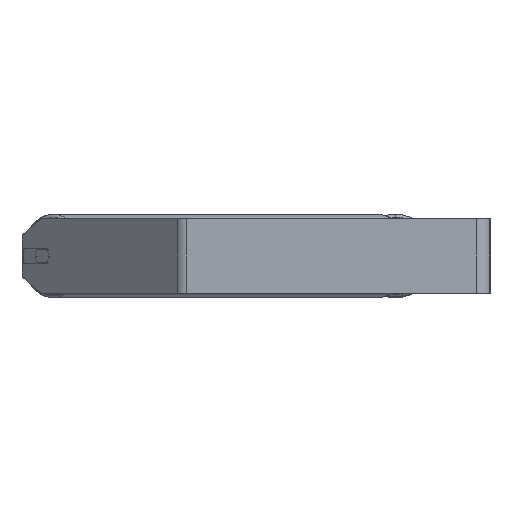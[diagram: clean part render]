
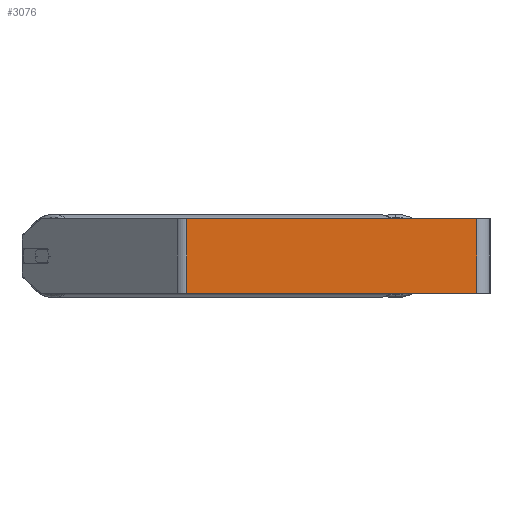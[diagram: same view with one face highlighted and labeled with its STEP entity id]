
A CAD part, left-side view. The second image highlights one B-rep face of the part: STEP entity #3076.
In plain terms, the highlighted planar face has unit normal (-1, 0, 0).
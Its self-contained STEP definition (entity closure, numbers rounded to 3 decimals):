
#608 = CARTESIAN_POINT ( 'NONE',  ( -800., 329.705, 40. ) ) ;
#647 = CARTESIAN_POINT ( 'NONE',  ( -800., 329.705, 40. ) ) ;
#869 = EDGE_CURVE ( 'NONE', #8061, #5102, #4991, .T. ) ;
#1312 = FACE_OUTER_BOUND ( 'NONE', #8341, .T. ) ;
#1835 = VERTEX_POINT ( 'NONE', #8443 ) ;
#1960 = DIRECTION ( 'NONE',  ( 0., -1., 0. ) ) ;
#2219 = CARTESIAN_POINT ( 'NONE',  ( -800., 14., -40. ) ) ;
#2798 = CARTESIAN_POINT ( 'NONE',  ( -800., 14., 40. ) ) ;
#3076 = ADVANCED_FACE ( 'NONE', ( #1312 ), #6664, .F. ) ;
#3154 = VERTEX_POINT ( 'NONE', #2219 ) ;
#3302 = DIRECTION ( 'NONE',  ( 0., 0., -1. ) ) ;
#3497 = LINE ( 'NONE', #8247, #5245 ) ;
#3599 = EDGE_CURVE ( 'NONE', #5102, #3154, #3497, .T. ) ;
#3608 = DIRECTION ( 'NONE',  ( 0., 0., -1. ) ) ;
#4011 = DIRECTION ( 'NONE',  ( 1., 0., 0. ) ) ;
#4173 = LINE ( 'NONE', #2798, #5537 ) ;
#4325 = CARTESIAN_POINT ( 'NONE',  ( -800., 323.906, 40. ) ) ;
#4560 = VECTOR ( 'NONE', #1960, 1000. ) ;
#4655 = VECTOR ( 'NONE', #3608, 1000. ) ;
#4991 = LINE ( 'NONE', #4325, #4655 ) ;
#5102 = VERTEX_POINT ( 'NONE', #5711 ) ;
#5213 = CARTESIAN_POINT ( 'NONE',  ( -800., 323.906, 40. ) ) ;
#5245 = VECTOR ( 'NONE', #6121, 1000. ) ;
#5537 = VECTOR ( 'NONE', #7496, 1000. ) ;
#5711 = CARTESIAN_POINT ( 'NONE',  ( -800., 323.906, -40. ) ) ;
#6121 = DIRECTION ( 'NONE',  ( 0., -1., 0. ) ) ;
#6476 = ORIENTED_EDGE ( 'NONE', *, *, #6935, .F. ) ;
#6642 = AXIS2_PLACEMENT_3D ( 'NONE', #608, #4011, #3302 ) ;
#6664 = PLANE ( 'NONE',  #6642 ) ;
#6909 = ORIENTED_EDGE ( 'NONE', *, *, #3599, .T. ) ;
#6935 = EDGE_CURVE ( 'NONE', #8061, #1835, #7329, .T. ) ;
#7017 = EDGE_CURVE ( 'NONE', #1835, #3154, #4173, .T. ) ;
#7329 = LINE ( 'NONE', #647, #4560 ) ;
#7409 = ORIENTED_EDGE ( 'NONE', *, *, #7017, .F. ) ;
#7496 = DIRECTION ( 'NONE',  ( 0., 0., -1. ) ) ;
#8061 = VERTEX_POINT ( 'NONE', #5213 ) ;
#8080 = ORIENTED_EDGE ( 'NONE', *, *, #869, .T. ) ;
#8247 = CARTESIAN_POINT ( 'NONE',  ( -800., 329.705, -40. ) ) ;
#8341 = EDGE_LOOP ( 'NONE', ( #6909, #7409, #6476, #8080 ) ) ;
#8443 = CARTESIAN_POINT ( 'NONE',  ( -800., 14., 40. ) ) ;
